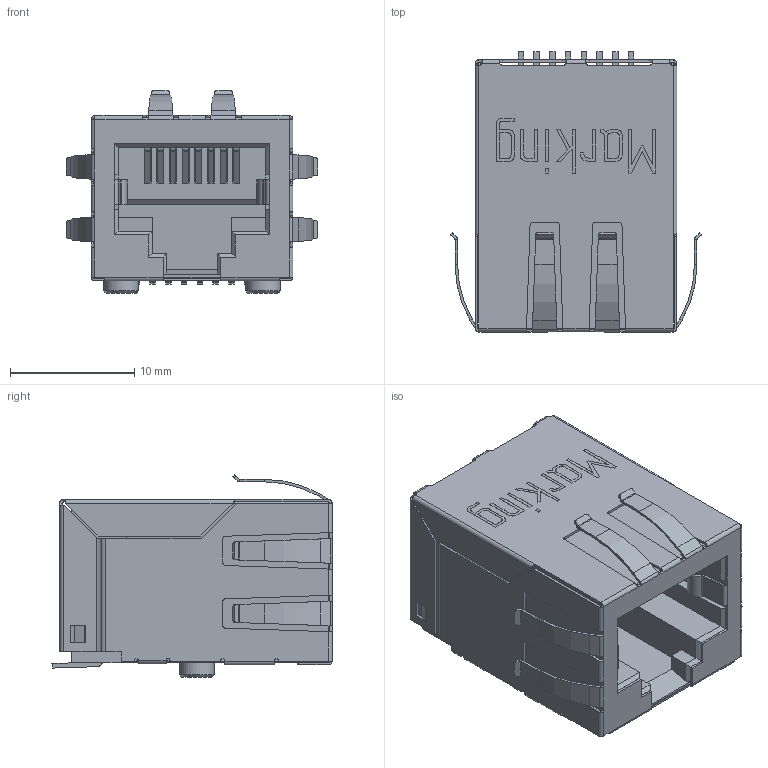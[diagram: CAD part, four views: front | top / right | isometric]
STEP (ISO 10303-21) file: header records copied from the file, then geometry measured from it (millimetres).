
FILE_DESCRIPTION( ( 'Unknown' ), '1' );
FILE_NAME( '7498011001A.stp', 'Unknown', ( 'Unknown' ), ( 'Unknown' ), 'PSStep 17.0.49', 'Unknown', ' ' );
FILE_SCHEMA( ( 'AUTOMOTIVE_DESIGN { 1 0 10303 214 1 1 1 1 }' ) );
Length unit declared in the file: millimetre
Products named in the file (3): Assem1; insulator; shielding
Assembly tree (2 placements, depth 2):
  Assem1
    insulator
    shielding
Bounding box: 20.26 x 22.58 x 16.35 mm (x, y, z)
Volume: 3318 mm3; surface area: 5024.8 mm2
Topology: 2 solids, 2 shells, 801 faces, 2078 edges, 1288 vertices
Faces by surface type: plane 506, cylinder 231, bspline 44, extrusion 14, sphere 4, cone 2
Full cylindrical faces by diameter (mm): 2.8 x2
Entity records: 31337 total; most frequent: CARTESIAN_POINT 5699, ORIENTED_EDGE 4136, DIRECTION 3722, EDGE_CURVE 2068, VECTOR 1470, LINE 1456, VERTEX_POINT 1286, AXIS2_PLACEMENT_3D 1126
